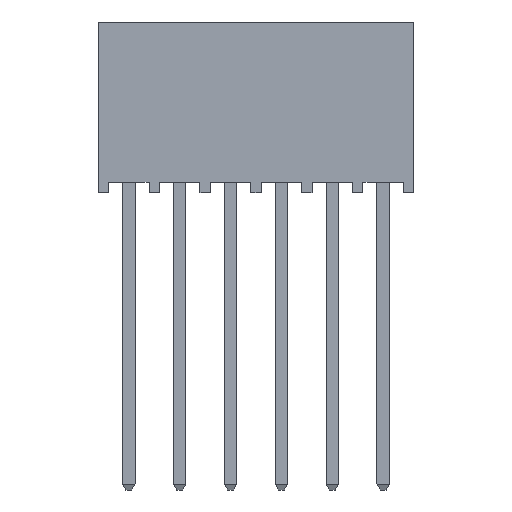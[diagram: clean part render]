
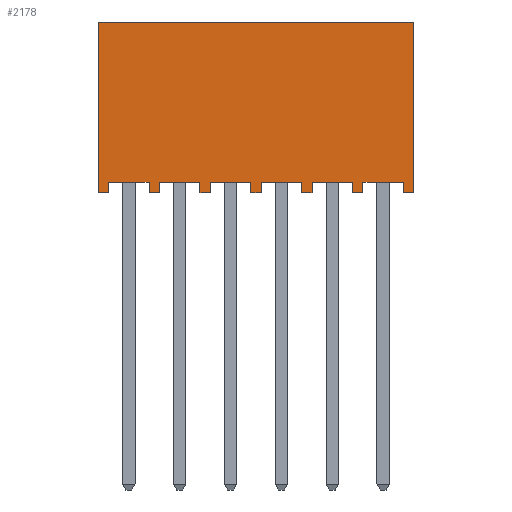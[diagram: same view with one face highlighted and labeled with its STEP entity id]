
A CAD part, top view. The second image highlights one B-rep face of the part: STEP entity #2178.
In plain terms, the highlighted planar face has unit normal (0, 0, 1).
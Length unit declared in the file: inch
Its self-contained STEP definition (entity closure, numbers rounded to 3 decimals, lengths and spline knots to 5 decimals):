
#59=ORIENTED_EDGE('',*,*,#683,.F.);
#60=ORIENTED_EDGE('',*,*,#684,.T.);
#61=ORIENTED_EDGE('',*,*,#685,.F.);
#62=ORIENTED_EDGE('',*,*,#686,.F.);
#63=ORIENTED_EDGE('',*,*,#687,.T.);
#64=ORIENTED_EDGE('',*,*,#688,.T.);
#65=ORIENTED_EDGE('',*,*,#689,.F.);
#66=ORIENTED_EDGE('',*,*,#690,.F.);
#67=ORIENTED_EDGE('',*,*,#691,.F.);
#68=ORIENTED_EDGE('',*,*,#692,.T.);
#69=ORIENTED_EDGE('',*,*,#693,.F.);
#70=ORIENTED_EDGE('',*,*,#694,.F.);
#71=ORIENTED_EDGE('',*,*,#695,.F.);
#72=ORIENTED_EDGE('',*,*,#696,.T.);
#73=ORIENTED_EDGE('',*,*,#697,.F.);
#74=ORIENTED_EDGE('',*,*,#698,.F.);
#75=ORIENTED_EDGE('',*,*,#699,.F.);
#76=ORIENTED_EDGE('',*,*,#700,.T.);
#77=ORIENTED_EDGE('',*,*,#701,.F.);
#78=ORIENTED_EDGE('',*,*,#702,.F.);
#79=ORIENTED_EDGE('',*,*,#703,.F.);
#80=ORIENTED_EDGE('',*,*,#704,.T.);
#81=ORIENTED_EDGE('',*,*,#705,.F.);
#82=ORIENTED_EDGE('',*,*,#706,.F.);
#83=ORIENTED_EDGE('',*,*,#707,.F.);
#84=ORIENTED_EDGE('',*,*,#708,.T.);
#85=ORIENTED_EDGE('',*,*,#709,.F.);
#86=ORIENTED_EDGE('',*,*,#710,.F.);
#683=EDGE_CURVE('',#995,#996,#1203,.T.);
#684=EDGE_CURVE('',#995,#997,#1204,.T.);
#685=EDGE_CURVE('',#998,#997,#1205,.T.);
#686=EDGE_CURVE('',#999,#998,#1206,.T.);
#687=EDGE_CURVE('',#999,#1000,#1207,.T.);
#688=EDGE_CURVE('',#1000,#1001,#1208,.T.);
#689=EDGE_CURVE('',#1002,#1001,#1209,.T.);
#690=EDGE_CURVE('',#1003,#1002,#1210,.T.);
#691=EDGE_CURVE('',#1004,#1003,#1211,.T.);
#692=EDGE_CURVE('',#1004,#1005,#1212,.T.);
#693=EDGE_CURVE('',#1006,#1005,#1213,.T.);
#694=EDGE_CURVE('',#1007,#1006,#1214,.T.);
#695=EDGE_CURVE('',#1008,#1007,#1215,.T.);
#696=EDGE_CURVE('',#1008,#1009,#1216,.T.);
#697=EDGE_CURVE('',#1010,#1009,#1217,.T.);
#698=EDGE_CURVE('',#1011,#1010,#1218,.T.);
#699=EDGE_CURVE('',#1012,#1011,#1219,.T.);
#700=EDGE_CURVE('',#1012,#1013,#1220,.T.);
#701=EDGE_CURVE('',#1014,#1013,#1221,.T.);
#702=EDGE_CURVE('',#1015,#1014,#1222,.T.);
#703=EDGE_CURVE('',#1016,#1015,#1223,.T.);
#704=EDGE_CURVE('',#1016,#1017,#1224,.T.);
#705=EDGE_CURVE('',#1018,#1017,#1225,.T.);
#706=EDGE_CURVE('',#1019,#1018,#1226,.T.);
#707=EDGE_CURVE('',#1020,#1019,#1227,.T.);
#708=EDGE_CURVE('',#1020,#1021,#1228,.T.);
#709=EDGE_CURVE('',#1022,#1021,#1229,.T.);
#710=EDGE_CURVE('',#996,#1022,#1230,.T.);
#995=VERTEX_POINT('',#3039);
#996=VERTEX_POINT('',#3040);
#997=VERTEX_POINT('',#3042);
#998=VERTEX_POINT('',#3044);
#999=VERTEX_POINT('',#3046);
#1000=VERTEX_POINT('',#3048);
#1001=VERTEX_POINT('',#3050);
#1002=VERTEX_POINT('',#3052);
#1003=VERTEX_POINT('',#3054);
#1004=VERTEX_POINT('',#3056);
#1005=VERTEX_POINT('',#3058);
#1006=VERTEX_POINT('',#3060);
#1007=VERTEX_POINT('',#3062);
#1008=VERTEX_POINT('',#3064);
#1009=VERTEX_POINT('',#3066);
#1010=VERTEX_POINT('',#3068);
#1011=VERTEX_POINT('',#3070);
#1012=VERTEX_POINT('',#3072);
#1013=VERTEX_POINT('',#3074);
#1014=VERTEX_POINT('',#3076);
#1015=VERTEX_POINT('',#3078);
#1016=VERTEX_POINT('',#3080);
#1017=VERTEX_POINT('',#3082);
#1018=VERTEX_POINT('',#3084);
#1019=VERTEX_POINT('',#3086);
#1020=VERTEX_POINT('',#3088);
#1021=VERTEX_POINT('',#3090);
#1022=VERTEX_POINT('',#3092);
#1203=LINE('',#3038,#1515);
#1204=LINE('',#3041,#1516);
#1205=LINE('',#3043,#1517);
#1206=LINE('',#3045,#1518);
#1207=LINE('',#3047,#1519);
#1208=LINE('',#3049,#1520);
#1209=LINE('',#3051,#1521);
#1210=LINE('',#3053,#1522);
#1211=LINE('',#3055,#1523);
#1212=LINE('',#3057,#1524);
#1213=LINE('',#3059,#1525);
#1214=LINE('',#3061,#1526);
#1215=LINE('',#3063,#1527);
#1216=LINE('',#3065,#1528);
#1217=LINE('',#3067,#1529);
#1218=LINE('',#3069,#1530);
#1219=LINE('',#3071,#1531);
#1220=LINE('',#3073,#1532);
#1221=LINE('',#3075,#1533);
#1222=LINE('',#3077,#1534);
#1223=LINE('',#3079,#1535);
#1224=LINE('',#3081,#1536);
#1225=LINE('',#3083,#1537);
#1226=LINE('',#3085,#1538);
#1227=LINE('',#3087,#1539);
#1228=LINE('',#3089,#1540);
#1229=LINE('',#3091,#1541);
#1230=LINE('',#3093,#1542);
#1515=VECTOR('',#2467,39.37008);
#1516=VECTOR('',#2468,39.37008);
#1517=VECTOR('',#2469,39.37008);
#1518=VECTOR('',#2470,39.37008);
#1519=VECTOR('',#2471,39.37008);
#1520=VECTOR('',#2472,39.37008);
#1521=VECTOR('',#2473,39.37008);
#1522=VECTOR('',#2474,39.37008);
#1523=VECTOR('',#2475,39.37008);
#1524=VECTOR('',#2476,39.37008);
#1525=VECTOR('',#2477,39.37008);
#1526=VECTOR('',#2478,39.37008);
#1527=VECTOR('',#2479,39.37008);
#1528=VECTOR('',#2480,39.37008);
#1529=VECTOR('',#2481,39.37008);
#1530=VECTOR('',#2482,39.37008);
#1531=VECTOR('',#2483,39.37008);
#1532=VECTOR('',#2484,39.37008);
#1533=VECTOR('',#2485,39.37008);
#1534=VECTOR('',#2486,39.37008);
#1535=VECTOR('',#2487,39.37008);
#1536=VECTOR('',#2488,39.37008);
#1537=VECTOR('',#2489,39.37008);
#1538=VECTOR('',#2490,39.37008);
#1539=VECTOR('',#2491,39.37008);
#1540=VECTOR('',#2492,39.37008);
#1541=VECTOR('',#2493,39.37008);
#1542=VECTOR('',#2494,39.37008);
#1800=EDGE_LOOP('',(#59,#60,#61,#62,#63,#64,#65,#66,#67,#68,#69,#70,#71,
#72,#73,#74,#75,#76,#77,#78,#79,#80,#81,#82,#83,#84,#85,#86));
#1932=FACE_BOUND('',#1800,.T.);
#2064=PLANE('',#2318);
#2178=ADVANCED_FACE('',(#1932),#2064,.F.);
#2318=AXIS2_PLACEMENT_3D('',#3037,#2465,#2466);
#2465=DIRECTION('',(0.,0.,-1.));
#2466=DIRECTION('',(-1.,0.,0.));
#2467=DIRECTION('',(0.,1.,0.));
#2468=DIRECTION('',(1.,0.,0.));
#2469=DIRECTION('',(0.,-1.,0.));
#2470=DIRECTION('',(1.,0.,0.));
#2471=DIRECTION('',(0.,-1.,0.));
#2472=DIRECTION('',(1.,0.,0.));
#2473=DIRECTION('',(0.,-1.,0.));
#2474=DIRECTION('',(-1.,0.,0.));
#2475=DIRECTION('',(0.,1.,0.));
#2476=DIRECTION('',(1.,0.,0.));
#2477=DIRECTION('',(0.,-1.,0.));
#2478=DIRECTION('',(-1.,0.,0.));
#2479=DIRECTION('',(0.,1.,0.));
#2480=DIRECTION('',(1.,0.,0.));
#2481=DIRECTION('',(0.,-1.,0.));
#2482=DIRECTION('',(-1.,0.,0.));
#2483=DIRECTION('',(0.,1.,0.));
#2484=DIRECTION('',(1.,0.,0.));
#2485=DIRECTION('',(0.,-1.,0.));
#2486=DIRECTION('',(-1.,0.,0.));
#2487=DIRECTION('',(0.,1.,0.));
#2488=DIRECTION('',(1.,0.,0.));
#2489=DIRECTION('',(0.,-1.,0.));
#2490=DIRECTION('',(-1.,0.,0.));
#2491=DIRECTION('',(0.,1.,0.));
#2492=DIRECTION('',(1.,0.,0.));
#2493=DIRECTION('',(0.,-1.,0.));
#2494=DIRECTION('',(-1.,0.,0.));
#3037=CARTESIAN_POINT('',(-0.31,0.335,0.0475));
#3038=CARTESIAN_POINT('',(0.29,0.335,0.0475));
#3039=CARTESIAN_POINT('',(0.29,0.,0.0475));
#3040=CARTESIAN_POINT('',(0.29,0.02,0.0475));
#3041=CARTESIAN_POINT('',(-0.31,0.,0.0475));
#3042=CARTESIAN_POINT('',(0.31,0.,0.0475));
#3043=CARTESIAN_POINT('',(0.31,0.335,0.0475));
#3044=CARTESIAN_POINT('',(0.31,0.335,0.0475));
#3045=CARTESIAN_POINT('',(-0.31,0.335,0.0475));
#3046=CARTESIAN_POINT('',(-0.31,0.335,0.0475));
#3047=CARTESIAN_POINT('',(-0.31,0.335,0.0475));
#3048=CARTESIAN_POINT('',(-0.31,0.,0.0475));
#3049=CARTESIAN_POINT('',(-0.31,0.,0.0475));
#3050=CARTESIAN_POINT('',(-0.29,0.,0.0475));
#3051=CARTESIAN_POINT('',(-0.29,0.335,0.0475));
#3052=CARTESIAN_POINT('',(-0.29,0.02,0.0475));
#3053=CARTESIAN_POINT('',(-0.31,0.02,0.0475));
#3054=CARTESIAN_POINT('',(-0.21,0.02,0.0475));
#3055=CARTESIAN_POINT('',(-0.21,0.335,0.0475));
#3056=CARTESIAN_POINT('',(-0.21,0.,0.0475));
#3057=CARTESIAN_POINT('',(-0.31,0.,0.0475));
#3058=CARTESIAN_POINT('',(-0.19,0.,0.0475));
#3059=CARTESIAN_POINT('',(-0.19,0.335,0.0475));
#3060=CARTESIAN_POINT('',(-0.19,0.02,0.0475));
#3061=CARTESIAN_POINT('',(-0.31,0.02,0.0475));
#3062=CARTESIAN_POINT('',(-0.11,0.02,0.0475));
#3063=CARTESIAN_POINT('',(-0.11,0.335,0.0475));
#3064=CARTESIAN_POINT('',(-0.11,0.,0.0475));
#3065=CARTESIAN_POINT('',(-0.31,0.,0.0475));
#3066=CARTESIAN_POINT('',(-0.09,0.,0.0475));
#3067=CARTESIAN_POINT('',(-0.09,0.335,0.0475));
#3068=CARTESIAN_POINT('',(-0.09,0.02,0.0475));
#3069=CARTESIAN_POINT('',(-0.31,0.02,0.0475));
#3070=CARTESIAN_POINT('',(-0.01,0.02,0.0475));
#3071=CARTESIAN_POINT('',(-0.01,0.335,0.0475));
#3072=CARTESIAN_POINT('',(-0.01,0.,0.0475));
#3073=CARTESIAN_POINT('',(-0.31,0.,0.0475));
#3074=CARTESIAN_POINT('',(0.01,0.,0.0475));
#3075=CARTESIAN_POINT('',(0.01,0.335,0.0475));
#3076=CARTESIAN_POINT('',(0.01,0.02,0.0475));
#3077=CARTESIAN_POINT('',(-0.31,0.02,0.0475));
#3078=CARTESIAN_POINT('',(0.09,0.02,0.0475));
#3079=CARTESIAN_POINT('',(0.09,0.335,0.0475));
#3080=CARTESIAN_POINT('',(0.09,0.,0.0475));
#3081=CARTESIAN_POINT('',(-0.31,0.,0.0475));
#3082=CARTESIAN_POINT('',(0.11,0.,0.0475));
#3083=CARTESIAN_POINT('',(0.11,0.335,0.0475));
#3084=CARTESIAN_POINT('',(0.11,0.02,0.0475));
#3085=CARTESIAN_POINT('',(-0.31,0.02,0.0475));
#3086=CARTESIAN_POINT('',(0.19,0.02,0.0475));
#3087=CARTESIAN_POINT('',(0.19,0.335,0.0475));
#3088=CARTESIAN_POINT('',(0.19,0.,0.0475));
#3089=CARTESIAN_POINT('',(-0.31,0.,0.0475));
#3090=CARTESIAN_POINT('',(0.21,0.,0.0475));
#3091=CARTESIAN_POINT('',(0.21,0.335,0.0475));
#3092=CARTESIAN_POINT('',(0.21,0.02,0.0475));
#3093=CARTESIAN_POINT('',(-0.31,0.02,0.0475));
